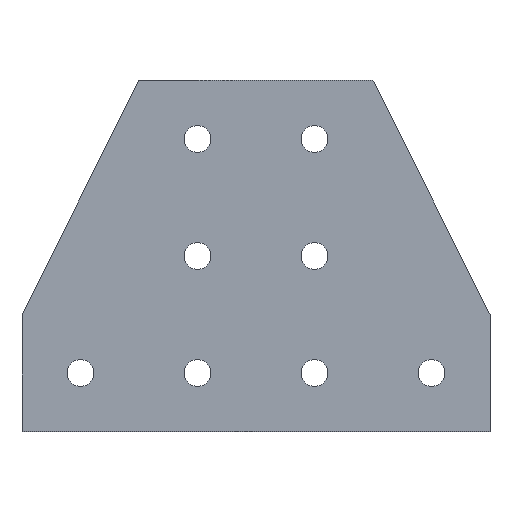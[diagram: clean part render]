
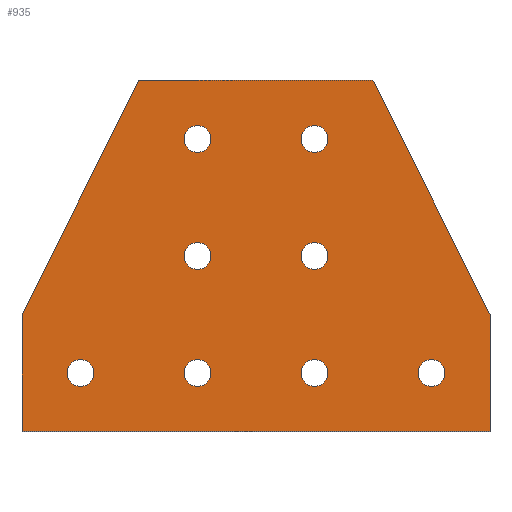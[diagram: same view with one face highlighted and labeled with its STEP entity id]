
A CAD part, top view. The second image highlights one B-rep face of the part: STEP entity #935.
In plain terms, the highlighted planar face has unit normal (0, 0, 1).
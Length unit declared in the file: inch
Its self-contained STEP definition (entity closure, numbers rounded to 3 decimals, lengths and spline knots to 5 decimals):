
#135=CARTESIAN_POINT('',(1.671,3.0,0.25));
#136=VERTEX_POINT('',#135);
#145=CARTESIAN_POINT('',(1.329,3.0,0.25));
#146=VERTEX_POINT('',#145);
#147=CARTESIAN_POINT('',(1.5,3.0,0.25));
#148=DIRECTION('',(0.0,0.0,-1.0));
#149=DIRECTION('',(1.0,0.0,0.0));
#150=AXIS2_PLACEMENT_3D('',#147,#148,#149);
#151=CIRCLE('',#150,0.171);
#152=EDGE_CURVE('',#146,#136,#151,.T.);
#177=CARTESIAN_POINT('',(1.671,0.0,0.25));
#178=VERTEX_POINT('',#177);
#187=CARTESIAN_POINT('',(1.329,0.,0.25));
#188=VERTEX_POINT('',#187);
#189=CARTESIAN_POINT('',(1.5,0.0,0.25));
#190=DIRECTION('',(0.0,0.0,-1.0));
#191=DIRECTION('',(1.0,0.0,0.0));
#192=AXIS2_PLACEMENT_3D('',#189,#190,#191);
#193=CIRCLE('',#192,0.171);
#194=EDGE_CURVE('',#188,#178,#193,.T.);
#219=CARTESIAN_POINT('',(3.171,0.0,0.25));
#220=VERTEX_POINT('',#219);
#229=CARTESIAN_POINT('',(2.829,0.,0.25));
#230=VERTEX_POINT('',#229);
#231=CARTESIAN_POINT('',(3.0,0.0,0.25));
#232=DIRECTION('',(0.0,0.0,-1.0));
#233=DIRECTION('',(1.0,0.0,0.0));
#234=AXIS2_PLACEMENT_3D('',#231,#232,#233);
#235=CIRCLE('',#234,0.171);
#236=EDGE_CURVE('',#230,#220,#235,.T.);
#261=CARTESIAN_POINT('',(3.171,1.5,0.25));
#262=VERTEX_POINT('',#261);
#271=CARTESIAN_POINT('',(2.829,1.5,0.25));
#272=VERTEX_POINT('',#271);
#273=CARTESIAN_POINT('',(3.0,1.5,0.25));
#274=DIRECTION('',(0.0,0.0,-1.0));
#275=DIRECTION('',(1.0,0.0,0.0));
#276=AXIS2_PLACEMENT_3D('',#273,#274,#275);
#277=CIRCLE('',#276,0.171);
#278=EDGE_CURVE('',#272,#262,#277,.T.);
#303=CARTESIAN_POINT('',(3.171,3.0,0.25));
#304=VERTEX_POINT('',#303);
#313=CARTESIAN_POINT('',(2.829,3.0,0.25));
#314=VERTEX_POINT('',#313);
#315=CARTESIAN_POINT('',(3.0,3.0,0.25));
#316=DIRECTION('',(0.0,0.0,-1.0));
#317=DIRECTION('',(1.0,0.0,0.0));
#318=AXIS2_PLACEMENT_3D('',#315,#316,#317);
#319=CIRCLE('',#318,0.171);
#320=EDGE_CURVE('',#314,#304,#319,.T.);
#345=CARTESIAN_POINT('',(4.671,0.0,0.25));
#346=VERTEX_POINT('',#345);
#355=CARTESIAN_POINT('',(4.329,0.,0.25));
#356=VERTEX_POINT('',#355);
#357=CARTESIAN_POINT('',(4.5,0.0,0.25));
#358=DIRECTION('',(0.0,0.0,-1.0));
#359=DIRECTION('',(1.0,0.0,0.0));
#360=AXIS2_PLACEMENT_3D('',#357,#358,#359);
#361=CIRCLE('',#360,0.171);
#362=EDGE_CURVE('',#356,#346,#361,.T.);
#387=CARTESIAN_POINT('',(0.171,0.0,0.25));
#388=VERTEX_POINT('',#387);
#397=CARTESIAN_POINT('',(-0.171,0.,0.25));
#398=VERTEX_POINT('',#397);
#399=CARTESIAN_POINT('',(0.0,0.0,0.25));
#400=DIRECTION('',(0.0,0.0,-1.0));
#401=DIRECTION('',(1.0,0.0,0.0));
#402=AXIS2_PLACEMENT_3D('',#399,#400,#401);
#403=CIRCLE('',#402,0.171);
#404=EDGE_CURVE('',#398,#388,#403,.T.);
#429=CARTESIAN_POINT('',(1.671,1.5,0.25));
#430=VERTEX_POINT('',#429);
#439=CARTESIAN_POINT('',(1.329,1.5,0.25));
#440=VERTEX_POINT('',#439);
#441=CARTESIAN_POINT('',(1.5,1.5,0.25));
#442=DIRECTION('',(0.0,0.0,-1.0));
#443=DIRECTION('',(1.0,0.0,0.0));
#444=AXIS2_PLACEMENT_3D('',#441,#442,#443);
#445=CIRCLE('',#444,0.171);
#446=EDGE_CURVE('',#440,#430,#445,.T.);
#480=CARTESIAN_POINT('',(1.5,1.5,0.25));
#481=DIRECTION('',(0.0,0.0,-1.0));
#482=DIRECTION('',(1.0,0.0,0.0));
#483=AXIS2_PLACEMENT_3D('',#480,#481,#482);
#484=CIRCLE('',#483,0.171);
#485=EDGE_CURVE('',#430,#440,#484,.T.);
#504=CARTESIAN_POINT('',(0.0,0.0,0.25));
#505=DIRECTION('',(0.0,0.0,-1.0));
#506=DIRECTION('',(1.0,0.0,0.0));
#507=AXIS2_PLACEMENT_3D('',#504,#505,#506);
#508=CIRCLE('',#507,0.171);
#509=EDGE_CURVE('',#388,#398,#508,.T.);
#528=CARTESIAN_POINT('',(4.5,0.0,0.25));
#529=DIRECTION('',(0.0,0.0,-1.0));
#530=DIRECTION('',(1.0,0.0,0.0));
#531=AXIS2_PLACEMENT_3D('',#528,#529,#530);
#532=CIRCLE('',#531,0.171);
#533=EDGE_CURVE('',#346,#356,#532,.T.);
#552=CARTESIAN_POINT('',(3.0,3.0,0.25));
#553=DIRECTION('',(0.0,0.0,-1.0));
#554=DIRECTION('',(1.0,0.0,0.0));
#555=AXIS2_PLACEMENT_3D('',#552,#553,#554);
#556=CIRCLE('',#555,0.171);
#557=EDGE_CURVE('',#304,#314,#556,.T.);
#576=CARTESIAN_POINT('',(3.0,1.5,0.25));
#577=DIRECTION('',(0.0,0.0,-1.0));
#578=DIRECTION('',(1.0,0.0,0.0));
#579=AXIS2_PLACEMENT_3D('',#576,#577,#578);
#580=CIRCLE('',#579,0.171);
#581=EDGE_CURVE('',#262,#272,#580,.T.);
#600=CARTESIAN_POINT('',(3.0,0.0,0.25));
#601=DIRECTION('',(0.0,0.0,-1.0));
#602=DIRECTION('',(1.0,0.0,0.0));
#603=AXIS2_PLACEMENT_3D('',#600,#601,#602);
#604=CIRCLE('',#603,0.171);
#605=EDGE_CURVE('',#220,#230,#604,.T.);
#624=CARTESIAN_POINT('',(1.5,0.0,0.25));
#625=DIRECTION('',(0.0,0.0,-1.0));
#626=DIRECTION('',(1.0,0.0,0.0));
#627=AXIS2_PLACEMENT_3D('',#624,#625,#626);
#628=CIRCLE('',#627,0.171);
#629=EDGE_CURVE('',#178,#188,#628,.T.);
#648=CARTESIAN_POINT('',(1.5,3.0,0.25));
#649=DIRECTION('',(0.0,0.0,-1.0));
#650=DIRECTION('',(1.0,0.0,0.0));
#651=AXIS2_PLACEMENT_3D('',#648,#649,#650);
#652=CIRCLE('',#651,0.171);
#653=EDGE_CURVE('',#136,#146,#652,.T.);
#663=CARTESIAN_POINT('',(-0.75,-0.75,0.25));
#664=VERTEX_POINT('',#663);
#665=CARTESIAN_POINT('',(-0.75,0.75,0.25));
#666=VERTEX_POINT('',#665);
#667=CARTESIAN_POINT('',(-0.75,-0.75,0.25));
#668=DIRECTION('',(0.0,1.0,0.0));
#669=VECTOR('',#668,1.5);
#670=LINE('',#667,#669);
#671=EDGE_CURVE('',#664,#666,#670,.T.);
#703=CARTESIAN_POINT('',(0.75,3.75,0.25));
#704=VERTEX_POINT('',#703);
#705=CARTESIAN_POINT('',(-0.75,0.75,0.25));
#706=DIRECTION('',(0.447,0.894,0.0));
#707=VECTOR('',#706,3.3541);
#708=LINE('',#705,#707);
#709=EDGE_CURVE('',#666,#704,#708,.T.);
#734=CARTESIAN_POINT('',(3.75,3.75,0.25));
#735=VERTEX_POINT('',#734);
#736=CARTESIAN_POINT('',(0.75,3.75,0.25));
#737=DIRECTION('',(1.0,0.0,0.0));
#738=VECTOR('',#737,3.0);
#739=LINE('',#736,#738);
#740=EDGE_CURVE('',#704,#735,#739,.T.);
#765=CARTESIAN_POINT('',(5.25,0.75,0.25));
#766=VERTEX_POINT('',#765);
#767=CARTESIAN_POINT('',(3.75,3.75,0.25));
#768=DIRECTION('',(0.447,-0.894,0.0));
#769=VECTOR('',#768,3.3541);
#770=LINE('',#767,#769);
#771=EDGE_CURVE('',#735,#766,#770,.T.);
#796=CARTESIAN_POINT('',(5.25,-0.75,0.25));
#797=VERTEX_POINT('',#796);
#798=CARTESIAN_POINT('',(5.25,0.75,0.25));
#799=DIRECTION('',(0.0,-1.0,0.0));
#800=VECTOR('',#799,1.5);
#801=LINE('',#798,#800);
#802=EDGE_CURVE('',#766,#797,#801,.T.);
#827=CARTESIAN_POINT('',(5.25,-0.75,0.25));
#828=DIRECTION('',(-1.0,0.0,0.0));
#829=VECTOR('',#828,6.0);
#830=LINE('',#827,#829);
#831=EDGE_CURVE('',#797,#664,#830,.T.);
#890=CARTESIAN_POINT('',(-0.75,-0.75,0.25));
#891=DIRECTION('',(0.0,0.0,-1.0));
#892=DIRECTION('',(-1.0,0.0,0.0));
#893=AXIS2_PLACEMENT_3D('',#890,#891,#892);
#894=PLANE('',#893);
#895=ORIENTED_EDGE('',*,*,#671,.F.);
#896=ORIENTED_EDGE('',*,*,#831,.F.);
#897=ORIENTED_EDGE('',*,*,#802,.F.);
#898=ORIENTED_EDGE('',*,*,#771,.F.);
#899=ORIENTED_EDGE('',*,*,#740,.F.);
#900=ORIENTED_EDGE('',*,*,#709,.F.);
#901=EDGE_LOOP('',(#895,#896,#897,#898,#899,#900));
#902=FACE_OUTER_BOUND('',#901,.T.);
#903=ORIENTED_EDGE('',*,*,#485,.T.);
#904=ORIENTED_EDGE('',*,*,#446,.T.);
#905=EDGE_LOOP('',(#903,#904));
#906=FACE_BOUND('',#905,.T.);
#907=ORIENTED_EDGE('',*,*,#509,.T.);
#908=ORIENTED_EDGE('',*,*,#404,.T.);
#909=EDGE_LOOP('',(#907,#908));
#910=FACE_BOUND('',#909,.T.);
#911=ORIENTED_EDGE('',*,*,#533,.T.);
#912=ORIENTED_EDGE('',*,*,#362,.T.);
#913=EDGE_LOOP('',(#911,#912));
#914=FACE_BOUND('',#913,.T.);
#915=ORIENTED_EDGE('',*,*,#557,.T.);
#916=ORIENTED_EDGE('',*,*,#320,.T.);
#917=EDGE_LOOP('',(#915,#916));
#918=FACE_BOUND('',#917,.T.);
#919=ORIENTED_EDGE('',*,*,#581,.T.);
#920=ORIENTED_EDGE('',*,*,#278,.T.);
#921=EDGE_LOOP('',(#919,#920));
#922=FACE_BOUND('',#921,.T.);
#923=ORIENTED_EDGE('',*,*,#605,.T.);
#924=ORIENTED_EDGE('',*,*,#236,.T.);
#925=EDGE_LOOP('',(#923,#924));
#926=FACE_BOUND('',#925,.T.);
#927=ORIENTED_EDGE('',*,*,#629,.T.);
#928=ORIENTED_EDGE('',*,*,#194,.T.);
#929=EDGE_LOOP('',(#927,#928));
#930=FACE_BOUND('',#929,.T.);
#931=ORIENTED_EDGE('',*,*,#653,.T.);
#932=ORIENTED_EDGE('',*,*,#152,.T.);
#933=EDGE_LOOP('',(#931,#932));
#934=FACE_BOUND('',#933,.T.);
#935=ADVANCED_FACE('',(#902,#906,#910,#914,#918,#922,#926,#930,#934),#894,.F.);
